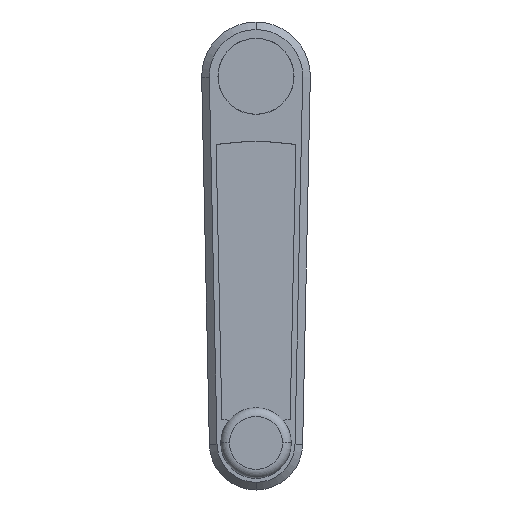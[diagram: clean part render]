
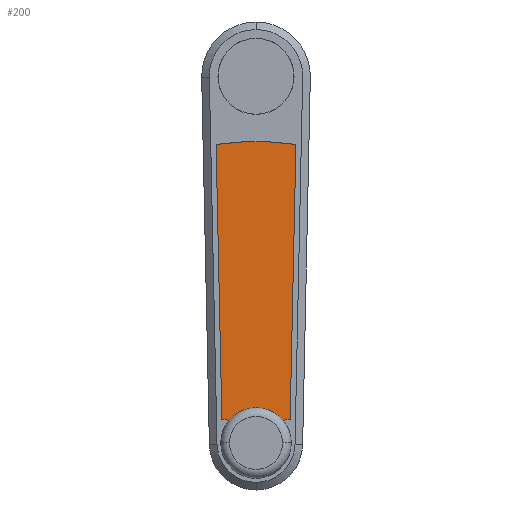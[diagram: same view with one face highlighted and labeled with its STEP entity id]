
A CAD part, top view. The second image highlights one B-rep face of the part: STEP entity #200.
In plain terms, the highlighted planar face has unit normal (0, 0, 1).
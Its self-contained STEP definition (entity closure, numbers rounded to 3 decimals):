
#200=ADVANCED_FACE('',(#452,#453),#454,.T.);
#452=FACE_BOUND('',#761,.T.);
#453=FACE_OUTER_BOUND('',#762,.T.);
#454=PLANE('',#763);
#761=EDGE_LOOP('',(#1285,#1286));
#762=EDGE_LOOP('',(#1287,#1288,#1289,#1290,#1291,#1292,#1293,#1294,#1295,#1296));
#763=AXIS2_PLACEMENT_3D('',#1297,#1298,#1299);
#1285=ORIENTED_EDGE('',*,*,#1901,.T.);
#1286=ORIENTED_EDGE('',*,*,#1828,.T.);
#1287=ORIENTED_EDGE('',*,*,#1904,.T.);
#1288=ORIENTED_EDGE('',*,*,#1818,.F.);
#1289=ORIENTED_EDGE('',*,*,#1927,.F.);
#1290=ORIENTED_EDGE('',*,*,#1825,.F.);
#1291=ORIENTED_EDGE('',*,*,#1910,.T.);
#1292=ORIENTED_EDGE('',*,*,#1929,.T.);
#1293=ORIENTED_EDGE('',*,*,#1930,.T.);
#1294=ORIENTED_EDGE('',*,*,#1931,.T.);
#1295=ORIENTED_EDGE('',*,*,#1932,.T.);
#1296=ORIENTED_EDGE('',*,*,#1912,.T.);
#1297=CARTESIAN_POINT('',(6.261,-69.525,-18.615));
#1298=DIRECTION('',(0.0,0.0,1.0));
#1299=DIRECTION('',(1.0,0.0,0.0));
#1818=EDGE_CURVE('',#2176,#2179,#2180,.T.);
#1825=EDGE_CURVE('',#2190,#2186,#2192,.T.);
#1828=EDGE_CURVE('',#2197,#2194,#2198,.T.);
#1901=EDGE_CURVE('',#2194,#2197,#2305,.T.);
#1904=EDGE_CURVE('',#2308,#2179,#2309,.T.);
#1910=EDGE_CURVE('',#2190,#2316,#2318,.T.);
#1912=EDGE_CURVE('',#2320,#2308,#2321,.T.);
#1927=EDGE_CURVE('',#2186,#2176,#2342,.T.);
#1929=EDGE_CURVE('',#2316,#2344,#2345,.T.);
#1930=EDGE_CURVE('',#2344,#2346,#2347,.T.);
#1931=EDGE_CURVE('',#2346,#2348,#2349,.T.);
#1932=EDGE_CURVE('',#2348,#2320,#2350,.T.);
#2176=VERTEX_POINT('',#2665);
#2179=VERTEX_POINT('',#2669);
#2180=CIRCLE('',#2670,7.585);
#2186=VERTEX_POINT('',#2677);
#2190=VERTEX_POINT('',#2682);
#2192=CIRCLE('',#2685,7.585);
#2194=VERTEX_POINT('',#2687);
#2197=VERTEX_POINT('',#2691);
#2198=CIRCLE('',#2692,7.4);
#2305=CIRCLE('',#2832,7.4);
#2308=VERTEX_POINT('',#2835);
#2309=LINE('',#2836,#2837);
#2316=VERTEX_POINT('',#2847);
#2318=LINE('',#2850,#2851);
#2320=VERTEX_POINT('',#2853);
#2321=CIRCLE('',#2854,95.4);
#2342=CIRCLE('',#2880,7.585);
#2344=VERTEX_POINT('',#2882);
#2345=CIRCLE('',#2883,95.4);
#2346=VERTEX_POINT('',#2884);
#2347=LINE('',#2885,#2886);
#2348=VERTEX_POINT('',#2887);
#2349=CIRCLE('',#2888,95.4);
#2350=LINE('',#2889,#2890);
#2665=CARTESIAN_POINT('',(-7.585,-125.0,-18.615));
#2669=CARTESIAN_POINT('',(-4.07,-118.599,-18.615));
#2670=AXIS2_PLACEMENT_3D('',#3238,#3239,#3240);
#2677=CARTESIAN_POINT('',(7.585,-125.0,-18.615));
#2682=CARTESIAN_POINT('',(4.07,-118.599,-18.615));
#2685=AXIS2_PLACEMENT_3D('',#3250,#3251,#3252);
#2687=CARTESIAN_POINT('',(7.4,-125.0,-18.615));
#2691=CARTESIAN_POINT('',(-7.4,-125.0,-18.615));
#2692=AXIS2_PLACEMENT_3D('',#3254,#3255,#3256);
#2832=AXIS2_PLACEMENT_3D('',#3347,#3348,#3349);
#2835=CARTESIAN_POINT('',(-4.07,-117.513,-18.615));
#2836=CARTESIAN_POINT('',(-4.07,-115.75,-18.615));
#2837=VECTOR('',#3350,1.0);
#2847=CARTESIAN_POINT('',(4.07,-117.513,-18.615));
#2850=CARTESIAN_POINT('',(4.07,-115.75,-18.615));
#2851=VECTOR('',#3355,1.0);
#2853=CARTESIAN_POINT('',(-11.626,-116.889,-18.615));
#2854=AXIS2_PLACEMENT_3D('',#3356,#3357,#3358);
#2880=AXIS2_PLACEMENT_3D('',#3385,#3386,#3387);
#2882=CARTESIAN_POINT('',(11.626,-116.889,-18.615));
#2883=AXIS2_PLACEMENT_3D('',#3388,#3389,#3390);
#2884=CARTESIAN_POINT('',(13.589,-23.173,-18.615));
#2885=CARTESIAN_POINT('',(11.626,-116.889,-18.615));
#2886=VECTOR('',#3391,1.);
#2887=CARTESIAN_POINT('',(-13.589,-23.173,-18.615));
#2888=AXIS2_PLACEMENT_3D('',#3392,#3393,#3394);
#2889=CARTESIAN_POINT('',(-11.626,-116.889,-18.615));
#2890=VECTOR('',#3395,1.);
#3238=CARTESIAN_POINT('',(0.,-125.0,-18.615));
#3239=DIRECTION('',(0.,0.0,-1.0));
#3240=DIRECTION('',(1.0,0.0,0.));
#3250=CARTESIAN_POINT('',(0.,-125.0,-18.615));
#3251=DIRECTION('',(0.,0.0,-1.0));
#3252=DIRECTION('',(1.0,0.0,0.));
#3254=CARTESIAN_POINT('',(0.,-125.0,-18.615));
#3255=DIRECTION('',(0.0,0.0,-1.0));
#3256=DIRECTION('',(1.0,0.0,0.0));
#3347=CARTESIAN_POINT('',(0.,-125.0,-18.615));
#3348=DIRECTION('',(0.0,0.0,-1.0));
#3349=DIRECTION('',(1.0,0.0,0.0));
#3350=DIRECTION('',(0.0,-1.0,0.0));
#3355=DIRECTION('',(0.0,1.0,0.0));
#3356=CARTESIAN_POINT('',(0.,-22.2,-18.615));
#3357=DIRECTION('',(0.0,0.0,1.0));
#3358=DIRECTION('',(1.0,0.0,0.0));
#3385=CARTESIAN_POINT('',(0.,-125.0,-18.615));
#3386=DIRECTION('',(0.,0.0,-1.0));
#3387=DIRECTION('',(1.0,0.0,0.));
#3388=CARTESIAN_POINT('',(0.,-22.2,-18.615));
#3389=DIRECTION('',(0.0,0.0,1.0));
#3390=DIRECTION('',(1.0,0.0,0.0));
#3391=DIRECTION('',(0.021,1.,0.0));
#3392=CARTESIAN_POINT('',(0.,-117.6,-18.615));
#3393=DIRECTION('',(0.,0.0,1.0));
#3394=DIRECTION('',(-1.0,0.0,0.));
#3395=DIRECTION('',(0.021,-1.,0.));
